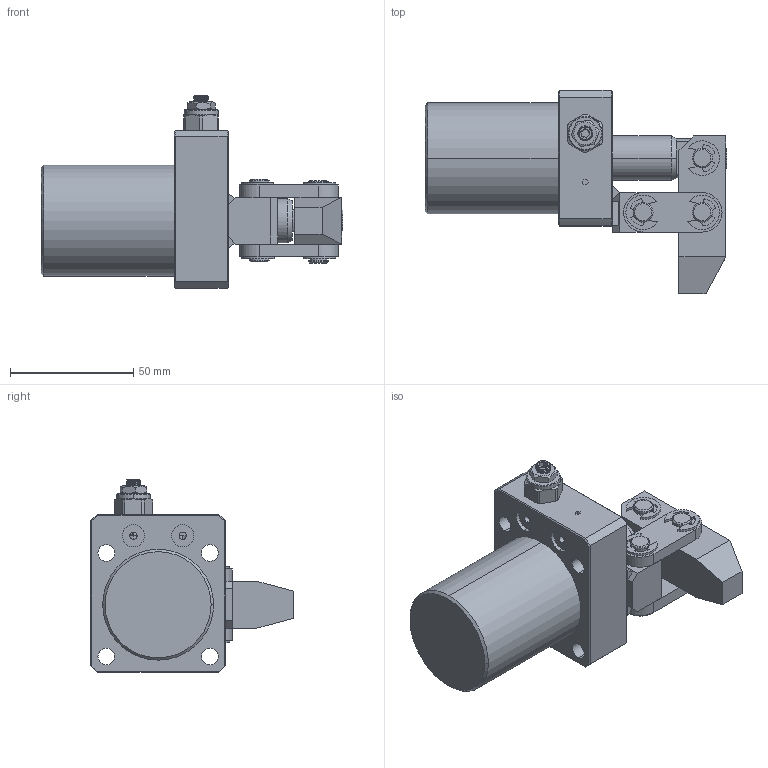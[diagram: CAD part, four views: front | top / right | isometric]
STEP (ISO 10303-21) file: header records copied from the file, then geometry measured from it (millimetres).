
FILE_DESCRIPTION (( 'STEP AP214' ), '1' );
FILE_NAME ('CHLC-FAMT25R.STEP', '2019-04-14T05:55:53', ( '' ), ( '' ), 'SwSTEP 2.0', 'SolidWorks 2016', '' );
FILE_SCHEMA (( 'AUTOMOTIVE_DESIGN' ));
Length unit declared in the file: millimetre
Products named in the file (11): CHLC-FAMT25R; 揤旋; CZL10覃厒概; CHLC-25ZC-HAN; CHLC-25ZC; CHLC-25LG; CHLC-25KKDC; CHLC-25HSG; CHLC-25DX; CHLC-25CX; CHLC-FAMT25BT
Assembly tree (17 placements, depth 2):
  CHLC-FAMT25R
    CHLC-FAMT25BT
    CHLC-25CX  x2
    CHLC-25DX
    CHLC-25HSG
    CHLC-25KKDC  x6
    CHLC-25LG  x2
    CHLC-25ZC
    CHLC-25ZC-HAN
    CZL10覃厒概
    揤旋
Bounding box: 122.5 x 82.5 x 78.3 mm (x, y, z)
Volume: 185859.9 mm3; surface area: 52181.4 mm2
Topology: 22 solids, 22 shells, 668 faces, 1695 edges, 1092 vertices
Faces by surface type: cylinder 283, plane 224, cone 85, bspline 76
Entity records: 35683 total; most frequent: CARTESIAN_POINT 16610, ORIENTED_EDGE 2762, DIRECTION 2481, EDGE_CURVE 1381, AXIS2_PLACEMENT_3D 968, VERTEX_POINT 886, EDGE_LOOP 613, UNCERTAINTY_MEASURE_WITH_UNIT 584
